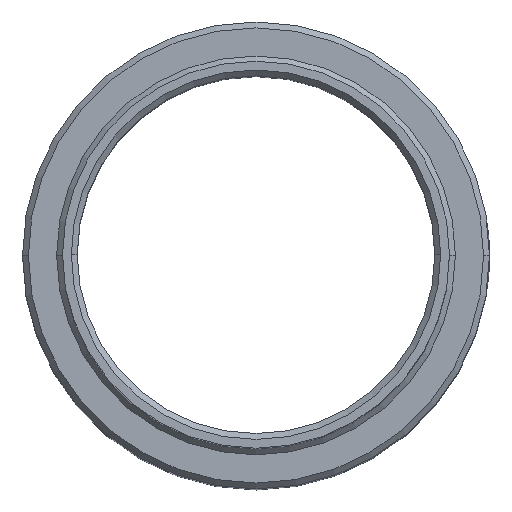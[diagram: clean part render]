
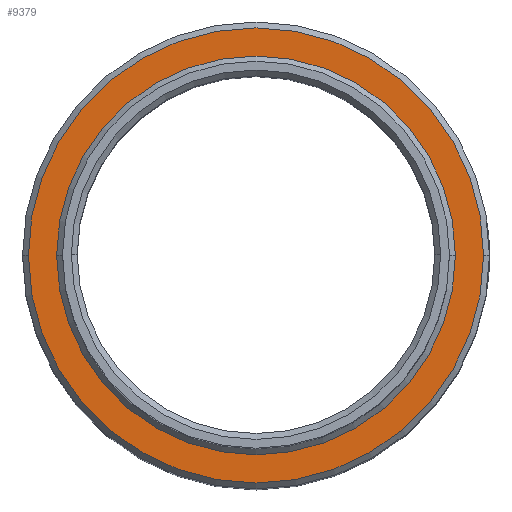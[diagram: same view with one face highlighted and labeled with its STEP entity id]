
A CAD part, top view. The second image highlights one B-rep face of the part: STEP entity #9379.
In plain terms, the highlighted planar face has unit normal (0, 0, 1).
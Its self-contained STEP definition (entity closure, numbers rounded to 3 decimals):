
#2 = DIRECTION ( 'NONE',  ( 0., 0., 1. ) ) ;
#177 = AXIS2_PLACEMENT_3D ( 'NONE', #3446, #9030, #7244 ) ;
#337 = DIRECTION ( 'NONE',  ( 0., 0., 1. ) ) ;
#725 = CIRCLE ( 'NONE', #177, 6.779 ) ;
#799 = CARTESIAN_POINT ( 'NONE',  ( 0., 6.579, -14.56 ) ) ;
#1117 = VERTEX_POINT ( 'NONE', #9555 ) ;
#1246 = VERTEX_POINT ( 'NONE', #6183 ) ;
#1706 = CARTESIAN_POINT ( 'NONE',  ( 7.738, 0., -14.56 ) ) ;
#1941 = CARTESIAN_POINT ( 'NONE',  ( 0., 0., -14.56 ) ) ;
#2016 = AXIS2_PLACEMENT_3D ( 'NONE', #4657, #337, #5624 ) ;
#2365 = CARTESIAN_POINT ( 'NONE',  ( -6.779, 0., -14.56 ) ) ;
#3045 = DIRECTION ( 'NONE',  ( 1., 0., 0. ) ) ;
#3446 = CARTESIAN_POINT ( 'NONE',  ( 0., 0., -14.56 ) ) ;
#3789 = CIRCLE ( 'NONE', #2016, 7.738 ) ;
#4112 = CIRCLE ( 'NONE', #4876, 6.779 ) ;
#4203 = AXIS2_PLACEMENT_3D ( 'NONE', #799, #8546, #4824 ) ;
#4616 = VERTEX_POINT ( 'NONE', #2365 ) ;
#4657 = CARTESIAN_POINT ( 'NONE',  ( 0., 0., -14.56 ) ) ;
#4787 = EDGE_LOOP ( 'NONE', ( #5919, #7901 ) ) ;
#4803 = CARTESIAN_POINT ( 'NONE',  ( 0., 0., -14.56 ) ) ;
#4824 = DIRECTION ( 'NONE',  ( 1., 0., 0. ) ) ;
#4876 = AXIS2_PLACEMENT_3D ( 'NONE', #4803, #6084, #3045 ) ;
#5144 = PLANE ( 'NONE',  #4203 ) ;
#5579 = EDGE_CURVE ( 'NONE', #4616, #1246, #4112, .T. ) ;
#5624 = DIRECTION ( 'NONE',  ( 1., 0., 0. ) ) ;
#5919 = ORIENTED_EDGE ( 'NONE', *, *, #5579, .T. ) ;
#6025 = AXIS2_PLACEMENT_3D ( 'NONE', #1941, #2, #7397 ) ;
#6084 = DIRECTION ( 'NONE',  ( 0., 0., -1. ) ) ;
#6183 = CARTESIAN_POINT ( 'NONE',  ( 6.779, 0., -14.56 ) ) ;
#6224 = ORIENTED_EDGE ( 'NONE', *, *, #6804, .T. ) ;
#6602 = FACE_BOUND ( 'NONE', #4787, .T. ) ;
#6804 = EDGE_CURVE ( 'NONE', #9038, #1117, #3789, .T. ) ;
#7244 = DIRECTION ( 'NONE',  ( 1., 0., 0. ) ) ;
#7397 = DIRECTION ( 'NONE',  ( 1., 0., 0. ) ) ;
#7425 = EDGE_CURVE ( 'NONE', #1117, #9038, #7837, .T. ) ;
#7551 = FACE_OUTER_BOUND ( 'NONE', #9767, .T. ) ;
#7837 = CIRCLE ( 'NONE', #6025, 7.738 ) ;
#7901 = ORIENTED_EDGE ( 'NONE', *, *, #8615, .T. ) ;
#8546 = DIRECTION ( 'NONE',  ( 0., 0., 1. ) ) ;
#8615 = EDGE_CURVE ( 'NONE', #1246, #4616, #725, .T. ) ;
#9030 = DIRECTION ( 'NONE',  ( 0., 0., -1. ) ) ;
#9038 = VERTEX_POINT ( 'NONE', #1706 ) ;
#9379 = ADVANCED_FACE ( 'NONE', ( #7551, #6602 ), #5144, .T. ) ;
#9555 = CARTESIAN_POINT ( 'NONE',  ( -7.738, 0., -14.56 ) ) ;
#9767 = EDGE_LOOP ( 'NONE', ( #9803, #6224 ) ) ;
#9803 = ORIENTED_EDGE ( 'NONE', *, *, #7425, .T. ) ;
